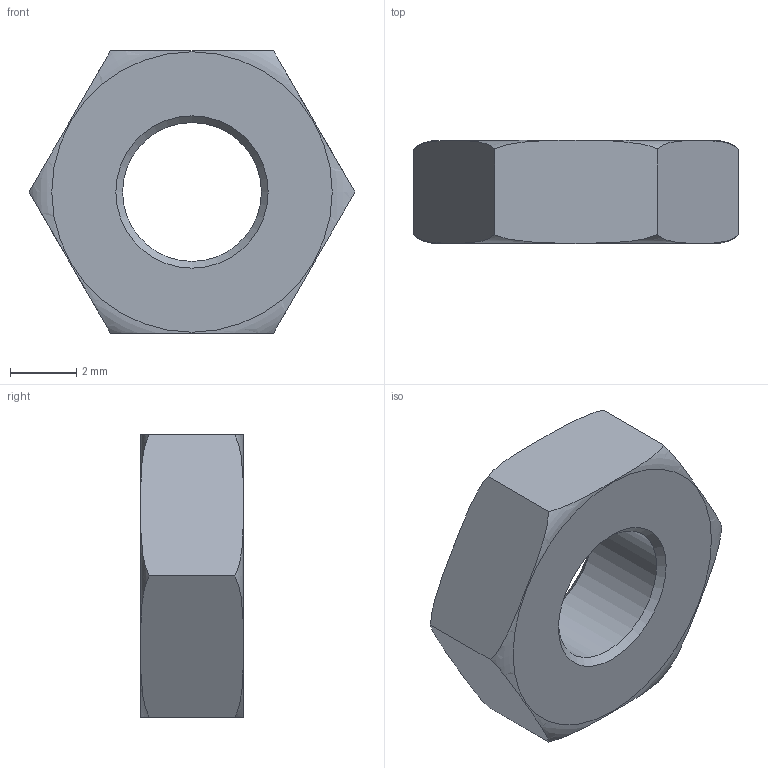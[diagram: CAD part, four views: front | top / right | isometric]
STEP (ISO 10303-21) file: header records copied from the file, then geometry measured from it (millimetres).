
FILE_DESCRIPTION(/* description */ (''),/* implementation_level */ '2;1');
FILE_NAME(/* name */ 'Nut 8-32 Hex.ipt.step',/* time_stamp */ '2020-04-16T23:17:52-04:00',/* author */ ('Jordan'),/* organization */ (''),/* preprocessor_version */ 'ST-DEVELOPER v17',/* originating_system */ 'Autodesk Inventor 2019',/* authorisation */ '');
FILE_SCHEMA (('AUTOMOTIVE_DESIGN { 1 0 10303 214 3 1 1 }'));
Length unit declared in the file: inch
Products named in the file (1): Nut 8-32 Hex
Bounding box: 9.84 x 3.1 x 8.52 mm (x, y, z)
Volume: 151.2 mm3; surface area: 224.8 mm2
Topology: 1 solids, 1 shells, 13 faces, 38 edges, 27 vertices
Faces by surface type: plane 8, cone 2, torus 2, cylinder 1
Full cylindrical faces by diameter (mm): 4.191 x1
Entity records: 618 total; most frequent: CARTESIAN_POINT 239, ORIENTED_EDGE 76, DIRECTION 63, EDGE_CURVE 38, VERTEX_POINT 27, AXIS2_PLACEMENT_3D 27, B_SPLINE_CURVE_WITH_KNOTS 16, EDGE_LOOP 15
